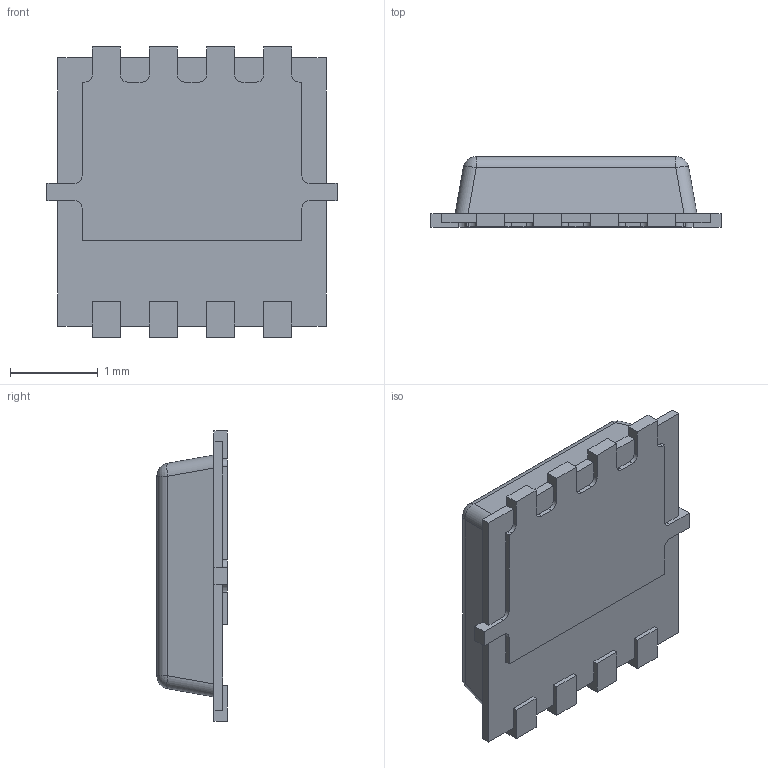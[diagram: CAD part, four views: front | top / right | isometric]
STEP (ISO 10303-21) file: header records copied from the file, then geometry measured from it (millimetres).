
FILE_DESCRIPTION (( 'STEP AP214' ), '1' );
FILE_NAME ('DMP3013SFV-7.STEP', '2021-11-20T03:27:03', ( '' ), ( '' ), 'SwSTEP 2.0', 'SolidWorks 2018', '' );
FILE_SCHEMA (( 'AUTOMOTIVE_DESIGN' ));
Length unit declared in the file: millimetre
Products named in the file (1): DMP3013SFV-7
Bounding box: 3.3 x 0.8 x 3.3 mm (x, y, z)
Volume: 5.7 mm3; surface area: 39.4 mm2
Topology: 6 solids, 6 shells, 164 faces, 428 edges, 272 vertices
Faces by surface type: plane 128, cylinder 32, sphere 4
Entity records: 6795 total; most frequent: CARTESIAN_POINT 873, ORIENTED_EDGE 848, DIRECTION 810, EDGE_CURVE 424, VECTOR 360, LINE 360, VERTEX_POINT 272, AXIS2_PLACEMENT_3D 225
